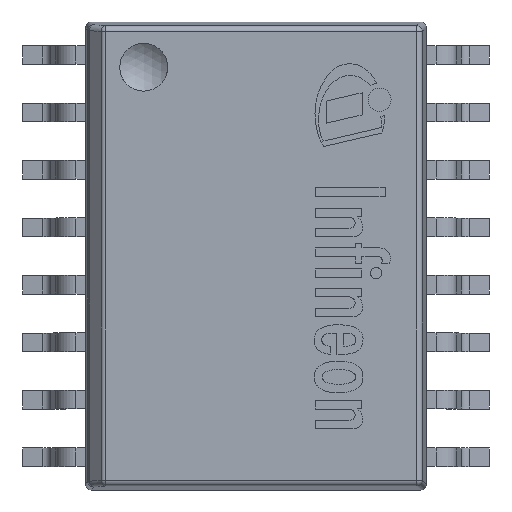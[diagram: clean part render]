
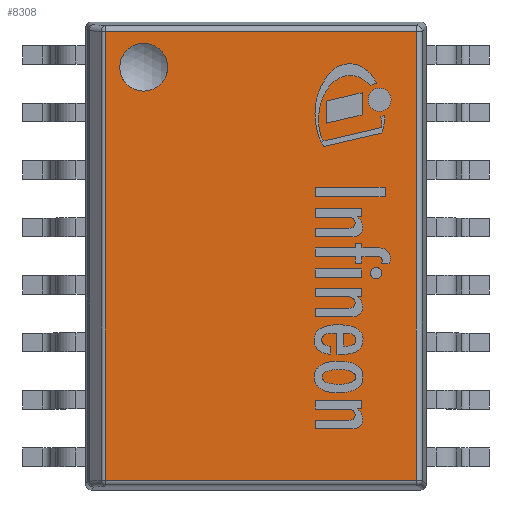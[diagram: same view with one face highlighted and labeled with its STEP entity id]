
A CAD part, top view. The second image highlights one B-rep face of the part: STEP entity #8308.
In plain terms, the highlighted planar face has unit normal (0, 0, 1).
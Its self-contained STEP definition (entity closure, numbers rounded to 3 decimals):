
#77=FACE_BOUND('',#1036,.T.);
#543=FACE_OUTER_BOUND('',#1035,.T.);
#1035=EDGE_LOOP('',(#6517,#6518,#6519,#6520));
#1036=EDGE_LOOP('',(#6521));
#1606=LINE('',#13253,#2419);
#1609=LINE('',#13257,#2422);
#1612=LINE('',#13262,#2425);
#1618=LINE('',#13274,#2431);
#2419=VECTOR('',#10727,1.);
#2422=VECTOR('',#10732,1.);
#2425=VECTOR('',#10739,1.);
#2431=VECTOR('',#10753,1.);
#3179=CIRCLE('',#9082,0.529);
#3695=VERTEX_POINT('',#13219);
#3702=VERTEX_POINT('',#13235);
#3704=VERTEX_POINT('',#13240);
#3708=VERTEX_POINT('',#13249);
#3717=VERTEX_POINT('',#13305);
#4696=EDGE_CURVE('',#3704,#3708,#1606,.T.);
#4699=EDGE_CURVE('',#3708,#3702,#1609,.T.);
#4702=EDGE_CURVE('',#3695,#3704,#1612,.T.);
#4709=EDGE_CURVE('',#3702,#3695,#1618,.T.);
#4726=EDGE_CURVE('',#3717,#3717,#3179,.T.);
#6517=ORIENTED_EDGE('',*,*,#4696,.F.);
#6518=ORIENTED_EDGE('',*,*,#4702,.F.);
#6519=ORIENTED_EDGE('',*,*,#4709,.F.);
#6520=ORIENTED_EDGE('',*,*,#4699,.F.);
#6521=ORIENTED_EDGE('',*,*,#4726,.T.);
#7908=PLANE('',#9081);
#8308=ADVANCED_FACE('',(#543,#77),#7908,.F.);
#9081=AXIS2_PLACEMENT_3D('',#13304,#10787,#10788);
#9082=AXIS2_PLACEMENT_3D('',#13306,#10789,#10790);
#10727=DIRECTION('',(-1.,0.,0.));
#10732=DIRECTION('',(0.,1.,0.));
#10739=DIRECTION('',(0.,-1.,0.));
#10753=DIRECTION('',(1.,0.,0.));
#10787=DIRECTION('center_axis',(0.,0.,-1.));
#10788=DIRECTION('ref_axis',(0.,-1.,0.));
#10789=DIRECTION('center_axis',(0.,0.,-1.));
#10790=DIRECTION('ref_axis',(0.,-1.,0.));
#13219=CARTESIAN_POINT('',(3.546,4.956,2.64));
#13235=CARTESIAN_POINT('',(-3.33,4.956,2.64));
#13240=CARTESIAN_POINT('',(3.546,-4.956,2.64));
#13249=CARTESIAN_POINT('',(-3.33,-4.956,2.64));
#13253=CARTESIAN_POINT('',(-3.671,-4.956,2.64));
#13257=CARTESIAN_POINT('',(-3.33,-5.17,2.64));
#13262=CARTESIAN_POINT('',(3.546,-5.17,2.64));
#13274=CARTESIAN_POINT('',(-3.671,4.956,2.64));
#13304=CARTESIAN_POINT('Origin',(-3.383,-5.17,2.64));
#13305=CARTESIAN_POINT('',(-2.48,4.699,2.64));
#13306=CARTESIAN_POINT('Origin',(-2.48,4.17,2.64));
